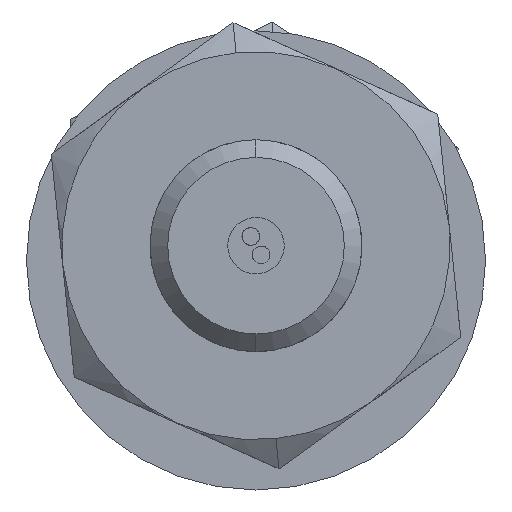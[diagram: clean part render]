
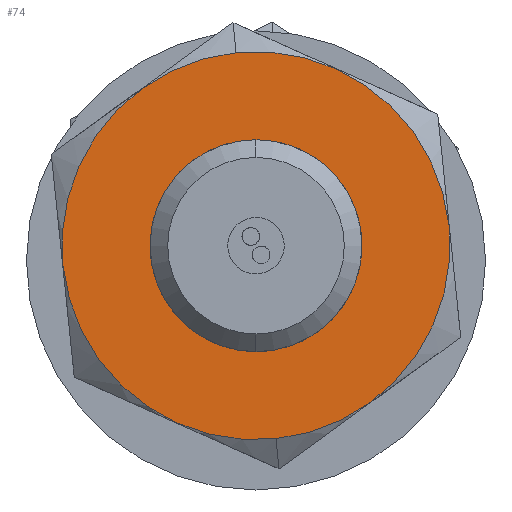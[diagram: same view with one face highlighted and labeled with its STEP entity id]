
A CAD part, left-side view. The second image highlights one B-rep face of the part: STEP entity #74.
In plain terms, the highlighted planar face has unit normal (-1, 0, 0).
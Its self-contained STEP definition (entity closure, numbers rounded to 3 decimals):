
#8 = CARTESIAN_POINT ( 'NONE',  ( -1.2, 0., 0. ) ) ;
#26 = ORIENTED_EDGE ( 'NONE', *, *, #58, .T. ) ;
#29 = CARTESIAN_POINT ( 'NONE',  ( -1.2, 0., 1.5 ) ) ;
#58 = EDGE_CURVE ( 'NONE', #83, #1171, #1188, .T. ) ;
#74 = ADVANCED_FACE ( 'NONE', ( #916, #1035 ), #1012, .F. ) ;
#83 = VERTEX_POINT ( 'NONE', #91 ) ;
#89 = CARTESIAN_POINT ( 'NONE',  ( -1.2, 0., 2.747 ) ) ;
#91 = CARTESIAN_POINT ( 'NONE',  ( -1.2, 0., -1.5 ) ) ;
#100 = EDGE_CURVE ( 'NONE', #1171, #83, #405, .T. ) ;
#165 = CARTESIAN_POINT ( 'NONE',  ( -1.2, 0., 0. ) ) ;
#328 = CIRCLE ( 'NONE', #533, 2.747 ) ;
#405 = CIRCLE ( 'NONE', #1094, 1.5 ) ;
#412 = ORIENTED_EDGE ( 'NONE', *, *, #100, .T. ) ;
#421 = DIRECTION ( 'NONE',  ( 1., 0., 0. ) ) ;
#429 = CIRCLE ( 'NONE', #1265, 2.747 ) ;
#478 = AXIS2_PLACEMENT_3D ( 'NONE', #165, #1259, #850 ) ;
#533 = AXIS2_PLACEMENT_3D ( 'NONE', #8, #1072, #1349 ) ;
#660 = AXIS2_PLACEMENT_3D ( 'NONE', #1146, #760, #1022 ) ;
#680 = VERTEX_POINT ( 'NONE', #1232 ) ;
#719 = ORIENTED_EDGE ( 'NONE', *, *, #929, .F. ) ;
#747 = VERTEX_POINT ( 'NONE', #89 ) ;
#754 = DIRECTION ( 'NONE',  ( 1., 0., 0. ) ) ;
#760 = DIRECTION ( 'NONE',  ( 1., 0., 0. ) ) ;
#850 = DIRECTION ( 'NONE',  ( 0., 0., -1. ) ) ;
#891 = CARTESIAN_POINT ( 'NONE',  ( -1.2, 0., 0. ) ) ;
#916 = FACE_BOUND ( 'NONE', #1612, .T. ) ;
#928 = EDGE_CURVE ( 'NONE', #680, #747, #328, .T. ) ;
#929 = EDGE_CURVE ( 'NONE', #747, #680, #429, .T. ) ;
#934 = CARTESIAN_POINT ( 'NONE',  ( -1.2, 0., 0. ) ) ;
#1012 = PLANE ( 'NONE',  #660 ) ;
#1022 = DIRECTION ( 'NONE',  ( 0., 0., -1. ) ) ;
#1035 = FACE_OUTER_BOUND ( 'NONE', #1630, .T. ) ;
#1072 = DIRECTION ( 'NONE',  ( 1., 0., 0. ) ) ;
#1094 = AXIS2_PLACEMENT_3D ( 'NONE', #891, #754, #1294 ) ;
#1146 = CARTESIAN_POINT ( 'NONE',  ( -1.2, 0., 0. ) ) ;
#1171 = VERTEX_POINT ( 'NONE', #29 ) ;
#1188 = CIRCLE ( 'NONE', #478, 1.5 ) ;
#1232 = CARTESIAN_POINT ( 'NONE',  ( -1.2, 0., -2.747 ) ) ;
#1259 = DIRECTION ( 'NONE',  ( 1., 0., 0. ) ) ;
#1265 = AXIS2_PLACEMENT_3D ( 'NONE', #934, #421, #1627 ) ;
#1294 = DIRECTION ( 'NONE',  ( 0., 0., -1. ) ) ;
#1349 = DIRECTION ( 'NONE',  ( 0., 0., -1. ) ) ;
#1532 = ORIENTED_EDGE ( 'NONE', *, *, #928, .F. ) ;
#1612 = EDGE_LOOP ( 'NONE', ( #412, #26 ) ) ;
#1627 = DIRECTION ( 'NONE',  ( 0., 0., -1. ) ) ;
#1630 = EDGE_LOOP ( 'NONE', ( #1532, #719 ) ) ;
